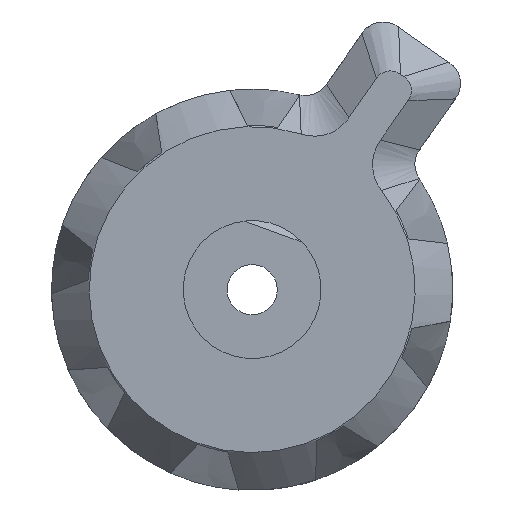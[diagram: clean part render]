
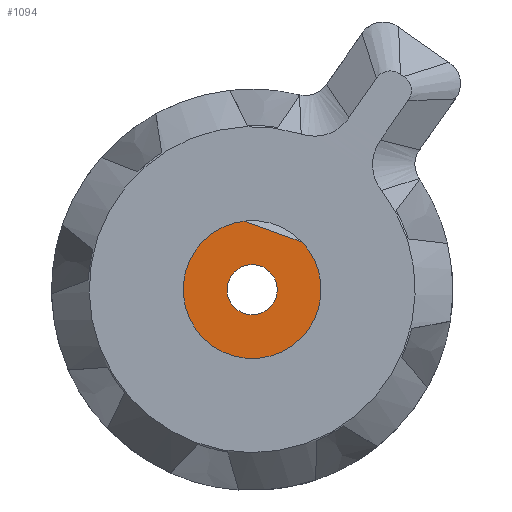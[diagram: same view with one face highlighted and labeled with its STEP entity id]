
A CAD part, top view. The second image highlights one B-rep face of the part: STEP entity #1094.
In plain terms, the highlighted planar face has unit normal (0, 0, -1).
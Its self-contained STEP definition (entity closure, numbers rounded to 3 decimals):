
#64=FACE_BOUND('',#263,.T.);
#94=CIRCLE('',#1165,1.);
#109=CIRCLE('',#1219,3.25);
#199=FACE_OUTER_BOUND('',#262,.T.);
#262=EDGE_LOOP('',(#984,#985));
#263=EDGE_LOOP('',(#986));
#332=LINE('',#2158,#393);
#393=VECTOR('',#1489,10.);
#475=VERTEX_POINT('',#1974);
#501=VERTEX_POINT('',#2155);
#502=VERTEX_POINT('',#2157);
#603=EDGE_CURVE('',#475,#475,#94,.T.);
#663=EDGE_CURVE('',#501,#502,#332,.T.);
#668=EDGE_CURVE('',#502,#501,#109,.T.);
#984=ORIENTED_EDGE('',*,*,#668,.F.);
#985=ORIENTED_EDGE('',*,*,#663,.F.);
#986=ORIENTED_EDGE('',*,*,#603,.T.);
#1035=PLANE('',#1220);
#1094=ADVANCED_FACE('',(#199,#64),#1035,.T.);
#1165=AXIS2_PLACEMENT_3D('',#1976,#1374,#1375);
#1219=AXIS2_PLACEMENT_3D('',#2169,#1504,#1505);
#1220=AXIS2_PLACEMENT_3D('',#2170,#1506,#1507);
#1374=DIRECTION('center_axis',(0.,0.,
1.));
#1375=DIRECTION('ref_axis',(0.423,-0.906,0.));
#1489=DIRECTION('',(-0.174,0.985,0.));
#1504=DIRECTION('center_axis',(0.,0.,
1.));
#1505=DIRECTION('ref_axis',(0.86,-0.511,0.));
#1506=DIRECTION('center_axis',(0.,0.,
-1.));
#1507=DIRECTION('ref_axis',(0.996,-0.087,0.));
#1974=CARTESIAN_POINT('',(-13.601,27.954,36.75));
#1976=CARTESIAN_POINT('Origin',(-13.179,27.047,36.75));
#2155=CARTESIAN_POINT('',(-10.386,25.387,36.75));
#2157=CARTESIAN_POINT('',(-11.122,29.564,36.75));
#2158=CARTESIAN_POINT('',(-11.122,29.564,36.75));
#2169=CARTESIAN_POINT('Origin',(-13.179,27.047,36.75));
#2170=CARTESIAN_POINT('Origin',(-13.339,27.062,36.75));
